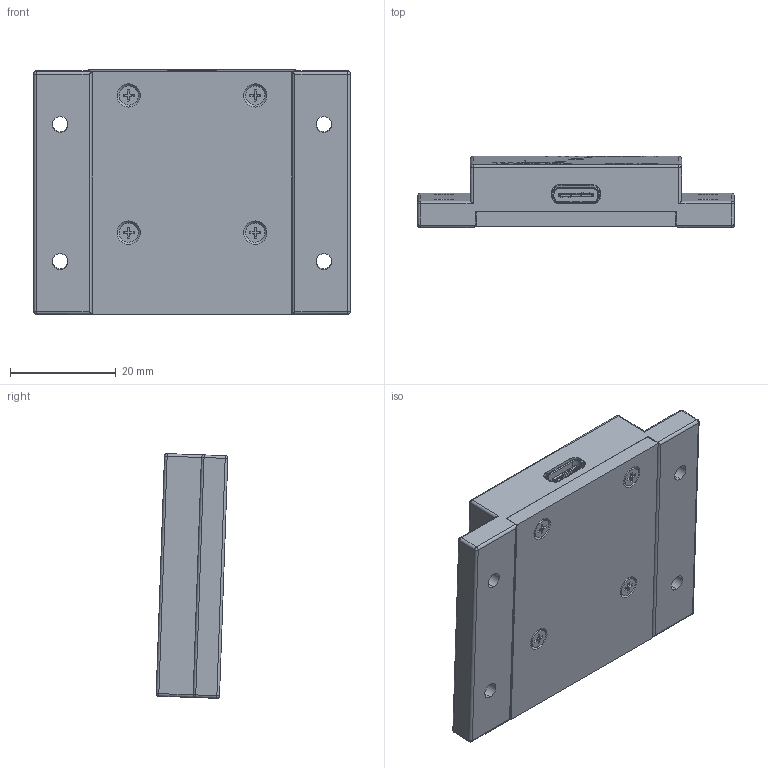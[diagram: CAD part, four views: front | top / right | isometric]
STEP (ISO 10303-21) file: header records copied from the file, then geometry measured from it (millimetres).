
FILE_DESCRIPTION (( 'STEP AP214' ), '1' );
FILE_NAME ('10粣IMU耀輸.STEP', '2024-10-11T02:29:31', ( '' ), ( '' ), 'SwSTEP 2.0', 'SolidWorks 2021', '' );
FILE_SCHEMA (( 'AUTOMOTIVE_DESIGN' ));
Length unit declared in the file: millimetre
Products named in the file (1): 10粣IMU耀輸
Bounding box: 60 x 13.56 x 46.37 mm (x, y, z)
Surface area: 8661.6 mm2 (no closed solid volume)
Topology: 0 solids, 9 shells, 629 faces, 2256 edges, 1621 vertices
Faces by surface type: plane 361, cylinder 127, bspline 109, cone 20, sphere 12
Entity records: 35667 total; most frequent: CARTESIAN_POINT 10300, ORIENTED_EDGE 3682, DIRECTION 3432, EDGE_CURVE 2244, VERTEX_POINT 1621, VECTOR 1584, LINE 1584, AXIS2_PLACEMENT_3D 924
